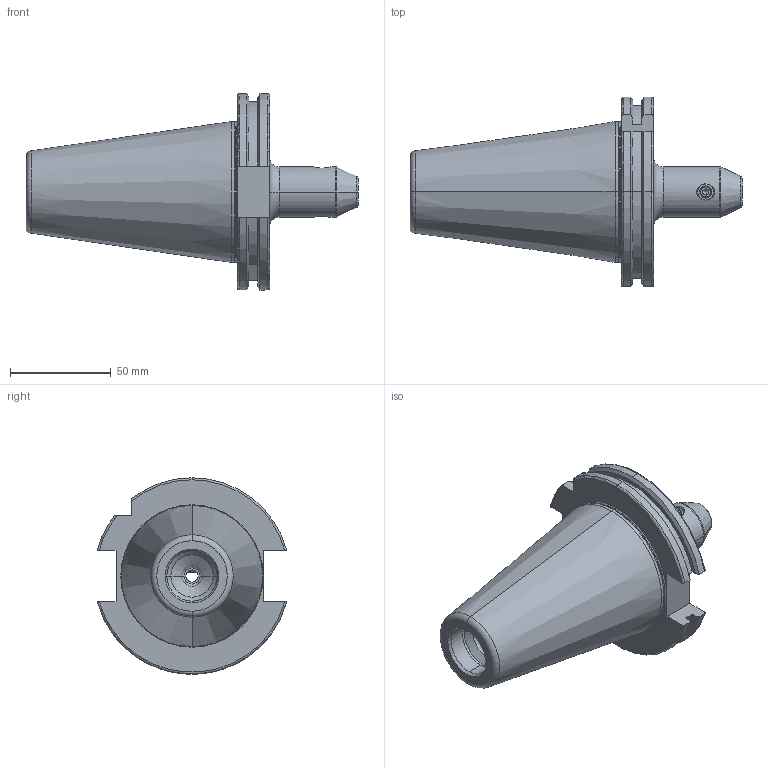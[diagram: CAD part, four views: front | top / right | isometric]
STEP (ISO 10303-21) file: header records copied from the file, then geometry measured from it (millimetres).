
FILE_DESCRIPTION (( 'STEP AP203' ), '1' );
FILE_NAME ('91506-WE106063.STEP', '2022-01-03T12:11:25', ( '' ), ( '' ), 'SwSTEP 2.0', 'SolidWorks 2018', '' );
FILE_SCHEMA (( 'CONFIG_CONTROL_DESIGN' ));
Length unit declared in the file: millimetre
Products named in the file (6): SK50EM06063WW; 91506-WE106063; GS-M6X10-DIN1835-B
Assembly tree (3 placements, depth 3):
  91506-WE106063
    SK50EM06063WW
      SK50EM06063WW
      GS-M6X10-DIN1835-B
  SK50EM06063WW
  GS-M6X10-DIN1835-B
Bounding box: 164.75 x 94.05 x 97.5 mm (x, y, z)
Volume: 353829.2 mm3; surface area: 46400.4 mm2
Topology: 2 solids, 2 shells, 133 faces, 315 edges, 192 vertices
Faces by surface type: cylinder 39, plane 37, cone 33, torus 22, sphere 2
Entity records: 4677 total; most frequent: CARTESIAN_POINT 997, DIRECTION 709, ORIENTED_EDGE 626, EDGE_CURVE 313, AXIS2_PLACEMENT_3D 288, VERTEX_POINT 192, CIRCLE 147, EDGE_LOOP 145
